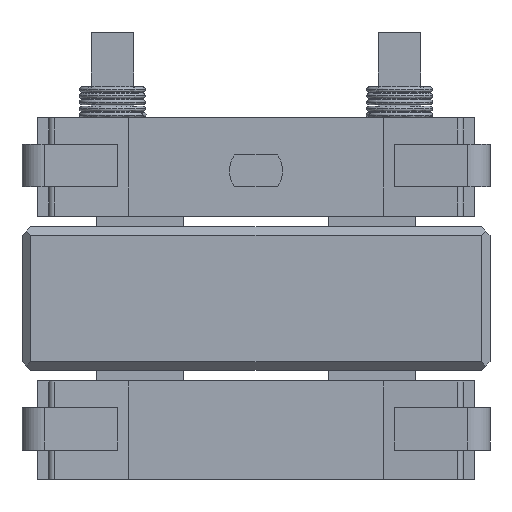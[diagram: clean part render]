
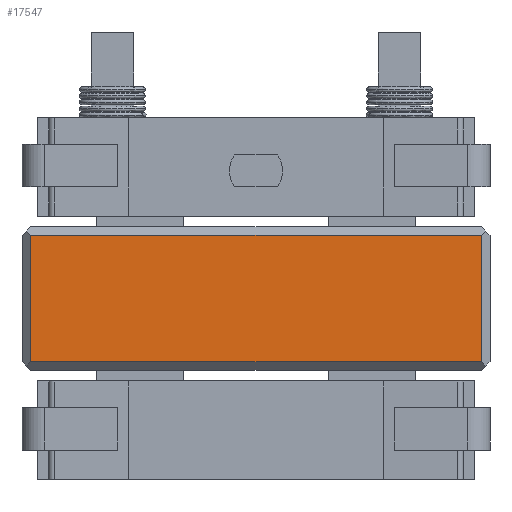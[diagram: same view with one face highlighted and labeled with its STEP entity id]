
A CAD part, front view. The second image highlights one B-rep face of the part: STEP entity #17547.
In plain terms, the highlighted planar face has unit normal (0, -1, 0).
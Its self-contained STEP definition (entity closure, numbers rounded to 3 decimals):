
#16680=DIRECTION('',(0.,0.,-1.));
#16681=VECTOR('',#16680,1.19);
#16682=CARTESIAN_POINT('',(2.12,-1.825,0.595));
#16683=LINE('',#16682,#16681);
#16687=DIRECTION('',(-1.,0.,0.));
#16688=VECTOR('',#16687,4.24);
#16689=CARTESIAN_POINT('',(2.12,-1.825,-0.595));
#16690=LINE('',#16689,#16688);
#16694=DIRECTION('',(0.,0.,-1.));
#16695=VECTOR('',#16694,1.19);
#16696=CARTESIAN_POINT('',(-2.12,-1.825,0.595));
#16697=LINE('',#16696,#16695);
#16701=DIRECTION('',(1.,0.,0.));
#16702=VECTOR('',#16701,4.24);
#16703=CARTESIAN_POINT('',(-2.12,-1.825,0.595));
#16704=LINE('',#16703,#16702);
#17155=CARTESIAN_POINT('',(2.12,-1.825,0.595));
#17156=CARTESIAN_POINT('',(2.12,-1.825,-0.595));
#17157=VERTEX_POINT('',#17155);
#17158=VERTEX_POINT('',#17156);
#17161=CARTESIAN_POINT('',(-2.12,-1.825,0.595));
#17162=VERTEX_POINT('',#17161);
#17173=CARTESIAN_POINT('',(-2.12,-1.825,-0.595));
#17174=VERTEX_POINT('',#17173);
#17536=CARTESIAN_POINT('',(-2.2,-1.825,-0.675));
#17537=DIRECTION('',(0.,-1.,0.));
#17538=DIRECTION('',(1.,0.,0.));
#17539=AXIS2_PLACEMENT_3D('',#17536,#17537,#17538);
#17540=PLANE('',#17539);
#17541=ORIENTED_EDGE('',*,*,#17428,.T.);
#17542=ORIENTED_EDGE('',*,*,#17445,.T.);
#17543=ORIENTED_EDGE('',*,*,#17530,.F.);
#17544=ORIENTED_EDGE('',*,*,#17408,.T.);
#17545=EDGE_LOOP('',(#17541,#17542,#17543,#17544));
#17546=FACE_OUTER_BOUND('',#17545,.F.);
#17547=ADVANCED_FACE('',(#17546),#17540,.T.);
#17408=EDGE_CURVE('',#17162,#17157,#16704,.T.);
#17428=EDGE_CURVE('',#17157,#17158,#16683,.T.);
#17445=EDGE_CURVE('',#17158,#17174,#16690,.T.);
#17530=EDGE_CURVE('',#17162,#17174,#16697,.T.);
